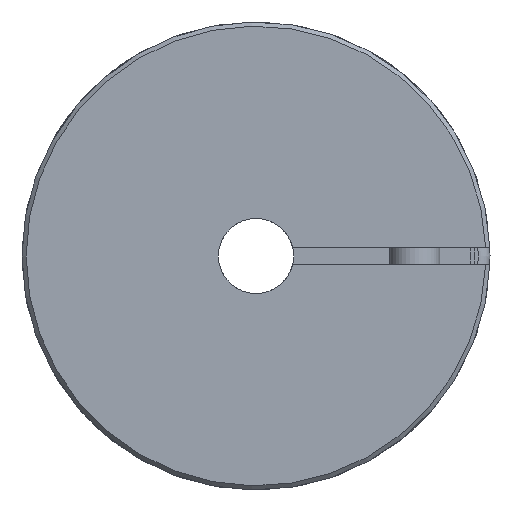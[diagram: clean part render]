
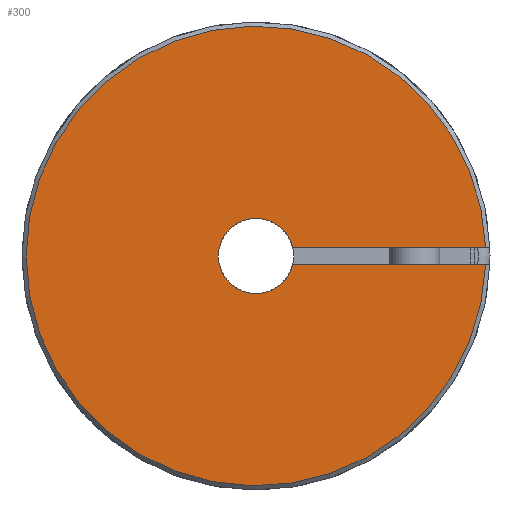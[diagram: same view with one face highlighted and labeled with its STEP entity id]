
A CAD part, left-side view. The second image highlights one B-rep face of the part: STEP entity #300.
In plain terms, the highlighted planar face has unit normal (-1, 0, 0).
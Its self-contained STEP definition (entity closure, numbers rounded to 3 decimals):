
#300 = ADVANCED_FACE( '', ( #698 ), #699, .F. );
#698 = FACE_OUTER_BOUND( '', #1173, .T. );
#699 = PLANE( '', #1174 );
#1173 = EDGE_LOOP( '', ( #1911, #1912, #1913, #1914 ) );
#1174 = AXIS2_PLACEMENT_3D( '', #1915, #1916, #1917 );
#1911 = ORIENTED_EDGE( '', *, *, #2462, .T. );
#1912 = ORIENTED_EDGE( '', *, *, #2543, .T. );
#1913 = ORIENTED_EDGE( '', *, *, #2502, .T. );
#1914 = ORIENTED_EDGE( '', *, *, #2544, .F. );
#1915 = CARTESIAN_POINT( '', ( -35., 0., 0. ) );
#1916 = DIRECTION( '', ( 1., 0., 0. ) );
#1917 = DIRECTION( '', ( 0., 0., 1. ) );
#2462 = EDGE_CURVE( '', #2905, #2903, #2906, .T. );
#2502 = EDGE_CURVE( '', #2963, #2964, #2965, .T. );
#2543 = EDGE_CURVE( '', #2903, #2963, #3019, .T. );
#2544 = EDGE_CURVE( '', #2905, #2964, #3020, .T. );
#2903 = VERTEX_POINT( '', #4644 );
#2905 = VERTEX_POINT( '', #4647 );
#2906 = LINE( '', #4648, #4649 );
#2963 = VERTEX_POINT( '', #4720 );
#2964 = VERTEX_POINT( '', #4721 );
#2965 = LINE( '', #4722, #4723 );
#3019 = CIRCLE( '', #4974, 27.5 );
#3020 = CIRCLE( '', #4975, 4.5 );
#4644 = CARTESIAN_POINT( '', ( -35., -27.482, 1. ) );
#4647 = CARTESIAN_POINT( '', ( -35., -4.387, 1. ) );
#4648 = CARTESIAN_POINT( '', ( -35., -9.95, 1. ) );
#4649 = VECTOR( '', #5317, 1000. );
#4720 = CARTESIAN_POINT( '', ( -35., -27.482, -1. ) );
#4721 = CARTESIAN_POINT( '', ( -35., -4.387, -1. ) );
#4722 = CARTESIAN_POINT( '', ( -35., -9.95, -1. ) );
#4723 = VECTOR( '', #5371, 1000. );
#4974 = AXIS2_PLACEMENT_3D( '', #5422, #5423, #5424 );
#4975 = AXIS2_PLACEMENT_3D( '', #5425, #5426, #5427 );
#5317 = DIRECTION( '', ( 0., -1., 0. ) );
#5371 = DIRECTION( '', ( 0., 1., 0. ) );
#5422 = CARTESIAN_POINT( '', ( -35., 0., 0. ) );
#5423 = DIRECTION( '', ( -1., 0., 0. ) );
#5424 = DIRECTION( '', ( 0., 1., 0. ) );
#5425 = CARTESIAN_POINT( '', ( -35., 0., 0. ) );
#5426 = DIRECTION( '', ( -1., 0., 0. ) );
#5427 = DIRECTION( '', ( 0., -1., 0. ) );
